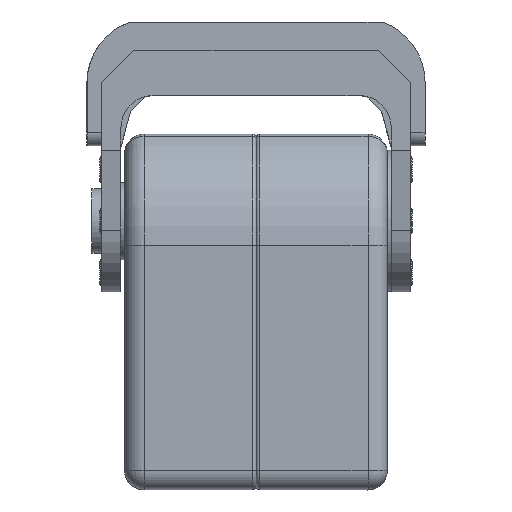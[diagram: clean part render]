
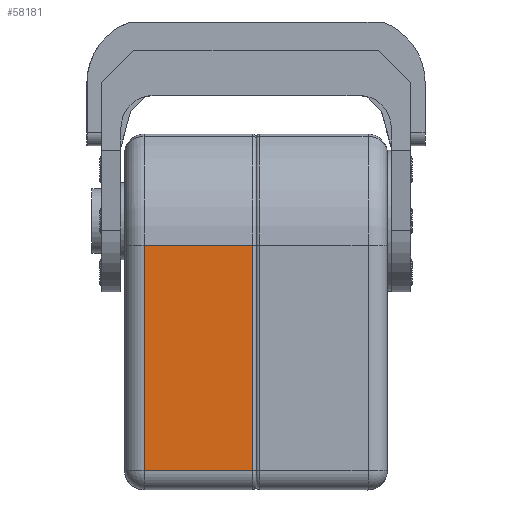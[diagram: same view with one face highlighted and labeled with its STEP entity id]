
A CAD part, top view. The second image highlights one B-rep face of the part: STEP entity #58181.
In plain terms, the highlighted planar face has unit normal (0.001, 0, 1).
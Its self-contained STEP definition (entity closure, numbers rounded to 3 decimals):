
#55385=DIRECTION('',(-1.,0.,0.001));
#55386=VECTOR('',#55385,16.9);
#55387=CARTESIAN_POINT('',(-0.814,750.205,
36.547));
#55388=LINE('',#55387,#55386);
#55398=DIRECTION('',(0.,1.,0.));
#55399=VECTOR('',#55398,35.);
#55400=CARTESIAN_POINT('',(-0.814,715.205,
36.547));
#55401=LINE('',#55400,#55399);
#55402=DIRECTION('',(1.,0.,-0.001));
#55403=VECTOR('',#55402,16.9);
#55404=CARTESIAN_POINT('',(-17.714,715.205,
36.566));
#55405=LINE('',#55404,#55403);
#55406=DIRECTION('',(0.,1.,0.));
#55407=VECTOR('',#55406,35.);
#55408=CARTESIAN_POINT('',(-17.714,715.205,
36.566));
#55409=LINE('',#55408,#55407);
#55864=CARTESIAN_POINT('',(-17.714,715.205,
36.566));
#55866=VERTEX_POINT('',#55864);
#55898=CARTESIAN_POINT('',(-0.814,715.205,
36.547));
#55900=VERTEX_POINT('',#55898);
#55905=CARTESIAN_POINT('',(-0.814,750.205,
36.547));
#55906=VERTEX_POINT('',#55905);
#55975=CARTESIAN_POINT('',(-17.714,750.205,
36.566));
#55976=VERTEX_POINT('',#55975);
#58168=CARTESIAN_POINT('',(20.686,712.205,36.522));
#58169=DIRECTION('',(0.001,0.,1.));
#58170=DIRECTION('',(0.,1.,0.));
#58171=AXIS2_PLACEMENT_3D('',#58168,#58169,#58170);
#58172=PLANE('',#58171);
#58174=ORIENTED_EDGE('',*,*,#58173,.F.);
#58175=ORIENTED_EDGE('',*,*,#57953,.F.);
#58177=ORIENTED_EDGE('',*,*,#58176,.T.);
#58178=ORIENTED_EDGE('',*,*,#58159,.F.);
#58179=EDGE_LOOP('',(#58174,#58175,#58177,#58178));
#58180=FACE_OUTER_BOUND('',#58179,.F.);
#58181=ADVANCED_FACE('',(#58180),#58172,.T.);
#57953=EDGE_CURVE('',#55866,#55900,#55405,.T.);
#58159=EDGE_CURVE('',#55906,#55976,#55388,.T.);
#58173=EDGE_CURVE('',#55900,#55906,#55401,.T.);
#58176=EDGE_CURVE('',#55866,#55976,#55409,.T.);
